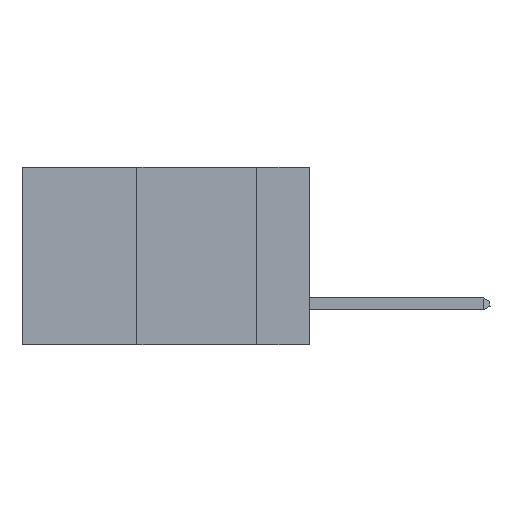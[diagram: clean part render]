
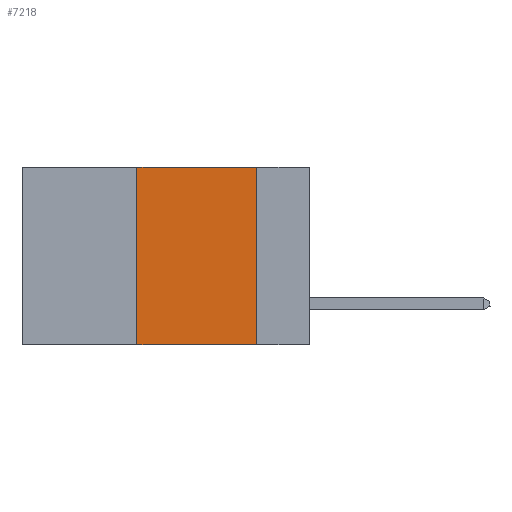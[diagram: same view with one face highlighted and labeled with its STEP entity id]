
A CAD part, left-side view. The second image highlights one B-rep face of the part: STEP entity #7218.
In plain terms, the highlighted planar face has unit normal (-1, 0, 0).
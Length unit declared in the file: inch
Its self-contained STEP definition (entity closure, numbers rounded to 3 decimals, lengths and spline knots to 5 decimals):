
#965 = ORIENTED_EDGE ( 'NONE', *, *, #40764, .T. ) ;
#4741 = LINE ( 'NONE', #18457, #12110 ) ;
#4813 = LINE ( 'NONE', #16304, #18590 ) ;
#5164 = CARTESIAN_POINT ( 'NONE',  ( 0., 0.11, -0.37 ) ) ;
#6949 = CARTESIAN_POINT ( 'NONE',  ( 0., 0.11, 0. ) ) ;
#7113 = EDGE_CURVE ( 'NONE', #26425, #12431, #20587, .T. ) ;
#7218 = ADVANCED_FACE ( 'NONE', ( #15135 ), #24609, .F. ) ;
#8471 = CARTESIAN_POINT ( 'NONE',  ( 0., 0.36, 0. ) ) ;
#10443 = DIRECTION ( 'NONE',  ( 0., 0., -1. ) ) ;
#12110 = VECTOR ( 'NONE', #37200, 39.37008 ) ;
#12431 = VERTEX_POINT ( 'NONE', #38598 ) ;
#14164 = DIRECTION ( 'NONE',  ( 1., 0., 0. ) ) ;
#15135 = FACE_OUTER_BOUND ( 'NONE', #29462, .T. ) ;
#15140 = VERTEX_POINT ( 'NONE', #5164 ) ;
#15648 = VERTEX_POINT ( 'NONE', #6949 ) ;
#16304 = CARTESIAN_POINT ( 'NONE',  ( 0., 0.6, -0.37 ) ) ;
#16980 = EDGE_CURVE ( 'NONE', #15648, #15140, #39711, .T. ) ;
#18457 = CARTESIAN_POINT ( 'NONE',  ( 0., 0.6, 0. ) ) ;
#18590 = VECTOR ( 'NONE', #29434, 39.37008 ) ;
#19360 = CARTESIAN_POINT ( 'NONE',  ( 0., 0.36, -0.37 ) ) ;
#19674 = CARTESIAN_POINT ( 'NONE',  ( 0., 0.6, 0. ) ) ;
#20587 = LINE ( 'NONE', #8471, #28491 ) ;
#21017 = DIRECTION ( 'NONE',  ( 0., 0., -1. ) ) ;
#22341 = VECTOR ( 'NONE', #21017, 39.37008 ) ;
#24513 = ORIENTED_EDGE ( 'NONE', *, *, #7113, .F. ) ;
#24609 = PLANE ( 'NONE',  #37208 ) ;
#26425 = VERTEX_POINT ( 'NONE', #19360 ) ;
#26942 = DIRECTION ( 'NONE',  ( 0., 0., 1. ) ) ;
#28491 = VECTOR ( 'NONE', #26942, 39.37008 ) ;
#29434 = DIRECTION ( 'NONE',  ( 0., -1., 0. ) ) ;
#29462 = EDGE_LOOP ( 'NONE', ( #36256, #33682, #24513, #965 ) ) ;
#29897 = CARTESIAN_POINT ( 'NONE',  ( 0., 0.11, 0. ) ) ;
#33682 = ORIENTED_EDGE ( 'NONE', *, *, #39348, .F. ) ;
#36256 = ORIENTED_EDGE ( 'NONE', *, *, #16980, .F. ) ;
#37200 = DIRECTION ( 'NONE',  ( 0., -1., 0. ) ) ;
#37208 = AXIS2_PLACEMENT_3D ( 'NONE', #19674, #14164, #10443 ) ;
#38598 = CARTESIAN_POINT ( 'NONE',  ( 0., 0.36, 0. ) ) ;
#39348 = EDGE_CURVE ( 'NONE', #12431, #15648, #4741, .T. ) ;
#39711 = LINE ( 'NONE', #29897, #22341 ) ;
#40764 = EDGE_CURVE ( 'NONE', #26425, #15140, #4813, .T. ) ;
